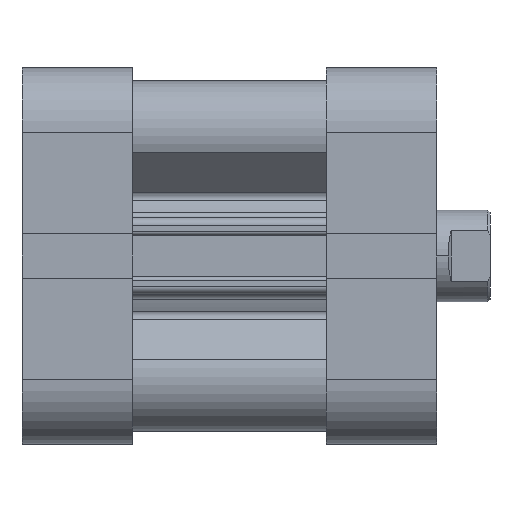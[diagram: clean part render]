
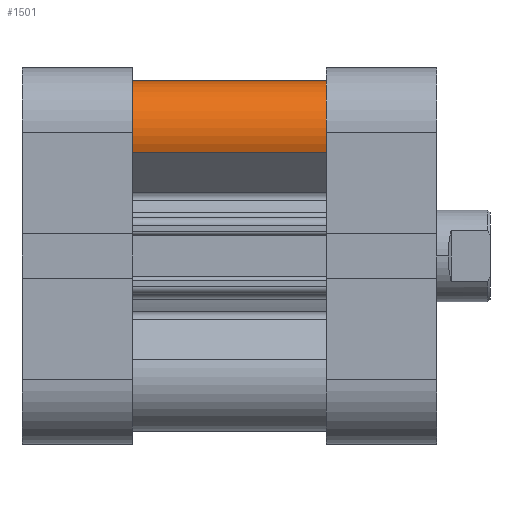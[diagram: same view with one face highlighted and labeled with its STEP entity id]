
A CAD part, front view. The second image highlights one B-rep face of the part: STEP entity #1501.
In plain terms, the highlighted cylindrical face has radius 6.75 mm (diameter 13.5 mm), a partial arc.
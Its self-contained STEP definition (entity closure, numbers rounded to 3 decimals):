
#175 = ORIENTED_EDGE ( 'NONE', *, *, #7337, .F. ) ;
#233 = ORIENTED_EDGE ( 'NONE', *, *, #7391, .T. ) ;
#234 = ORIENTED_EDGE ( 'NONE', *, *, #7361, .T. ) ;
#237 = EDGE_LOOP ( 'NONE', ( #240, #234, #233, #175 ) ) ;
#240 = ORIENTED_EDGE ( 'NONE', *, *, #7341, .F. ) ;
#880 = VERTEX_POINT ( 'NONE', #10299 ) ;
#887 = VERTEX_POINT ( 'NONE', #10297 ) ;
#931 = VERTEX_POINT ( 'NONE', #10282 ) ;
#1286 = VERTEX_POINT ( 'NONE', #8169 ) ;
#1501 = ADVANCED_FACE ( 'NONE', ( #1764 ), #1756, .T. ) ;
#1756 = CYLINDRICAL_SURFACE ( 'NONE', #8068, 6.75 ) ;
#1764 = FACE_OUTER_BOUND ( 'NONE', #237, .T. ) ;
#4511 = CARTESIAN_POINT ( 'NONE',  ( -13.633, -22.472, 25.5 ) ) ;
#4513 = DIRECTION ( 'NONE',  ( 0., 0., -1. ) ) ;
#4517 = CARTESIAN_POINT ( 'NONE',  ( -16.25, -16.25, 25.5 ) ) ;
#4523 = DIRECTION ( 'NONE',  ( 0., 0., 1. ) ) ;
#4524 = DIRECTION ( 'NONE',  ( -1., 0., 0. ) ) ;
#4567 = CARTESIAN_POINT ( 'NONE',  ( -23., -16.25, 25.5 ) ) ;
#4571 = DIRECTION ( 'NONE',  ( 0., 0., -1. ) ) ;
#4639 = CARTESIAN_POINT ( 'NONE',  ( -16.25, -16.25, 0. ) ) ;
#4640 = DIRECTION ( 'NONE',  ( 0., 0., 1. ) ) ;
#4641 = DIRECTION ( 'NONE',  ( -1., 0., 0. ) ) ;
#5276 = LINE ( 'NONE', #4511, #5279 ) ;
#5279 = VECTOR ( 'NONE', #4513, 1000. ) ;
#5287 = CIRCLE ( 'NONE', #9751, 6.75 ) ;
#5311 = LINE ( 'NONE', #4567, #5320 ) ;
#5320 = VECTOR ( 'NONE', #4571, 1000. ) ;
#5372 = CIRCLE ( 'NONE', #9769, 6.75 ) ;
#7337 = EDGE_CURVE ( 'NONE', #880, #931, #5276, .T. ) ;
#7341 = EDGE_CURVE ( 'NONE', #887, #880, #5287, .T. ) ;
#7361 = EDGE_CURVE ( 'NONE', #887, #1286, #5311, .T. ) ;
#7391 = EDGE_CURVE ( 'NONE', #1286, #931, #5372, .T. ) ;
#8068 = AXIS2_PLACEMENT_3D ( 'NONE', #8448, #8447, #8446 ) ;
#8169 = CARTESIAN_POINT ( 'NONE',  ( -23., -16.25, 0. ) ) ;
#8446 = DIRECTION ( 'NONE',  ( -1., 0., 0. ) ) ;
#8447 = DIRECTION ( 'NONE',  ( 0., 0., -1. ) ) ;
#8448 = CARTESIAN_POINT ( 'NONE',  ( -16.25, -16.25, 25.5 ) ) ;
#9751 = AXIS2_PLACEMENT_3D ( 'NONE', #4517, #4523, #4524 ) ;
#9769 = AXIS2_PLACEMENT_3D ( 'NONE', #4639, #4640, #4641 ) ;
#10282 = CARTESIAN_POINT ( 'NONE',  ( -13.633, -22.472, 0. ) ) ;
#10297 = CARTESIAN_POINT ( 'NONE',  ( -23., -16.25, 25.5 ) ) ;
#10299 = CARTESIAN_POINT ( 'NONE',  ( -13.633, -22.472, 25.5 ) ) ;
